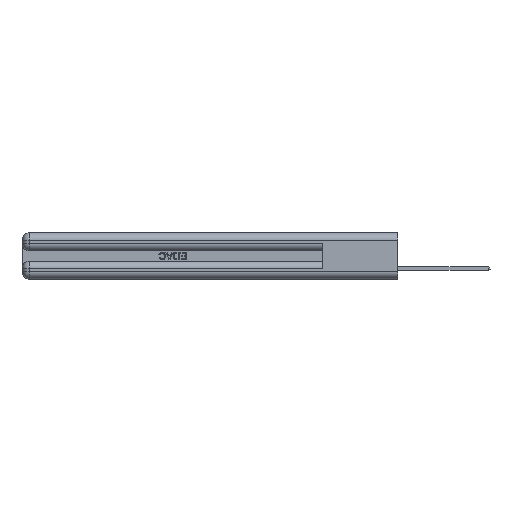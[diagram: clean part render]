
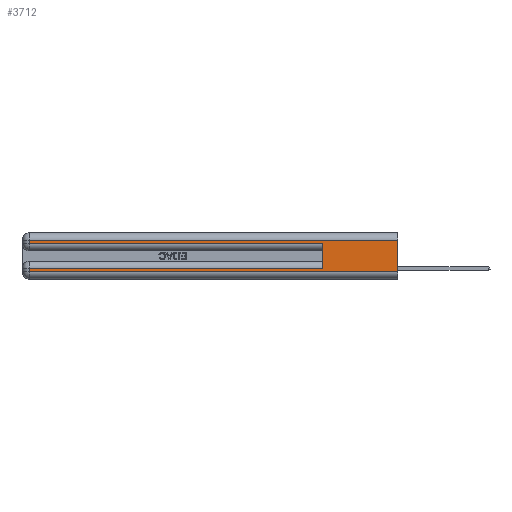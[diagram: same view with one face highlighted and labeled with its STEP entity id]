
A CAD part, left-side view. The second image highlights one B-rep face of the part: STEP entity #3712.
In plain terms, the highlighted planar face has unit normal (-1, 0, 0).
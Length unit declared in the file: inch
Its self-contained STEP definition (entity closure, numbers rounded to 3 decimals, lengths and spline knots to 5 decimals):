
#205 = LINE ( 'NONE', #7533, #16975 ) ;
#236 = EDGE_CURVE ( 'NONE', #23053, #7075, #24037, .T. ) ;
#434 = DIRECTION ( 'NONE',  ( 0., 1., 0. ) ) ;
#1708 = VERTEX_POINT ( 'NONE', #26456 ) ;
#2283 = AXIS2_PLACEMENT_3D ( 'NONE', #27417, #9006, #28588 ) ;
#3712 = ADVANCED_FACE ( 'NONE', ( #17644 ), #12869, .F. ) ;
#3874 = LINE ( 'NONE', #49322, #43584 ) ;
#4410 = LINE ( 'NONE', #13166, #22627 ) ;
#6185 = ORIENTED_EDGE ( 'NONE', *, *, #46651, .T. ) ;
#6494 = DIRECTION ( 'NONE',  ( 0., 0., -1. ) ) ;
#7075 = VERTEX_POINT ( 'NONE', #40254 ) ;
#7533 = CARTESIAN_POINT ( 'NONE',  ( 0., 0.6, 0.145 ) ) ;
#8803 = VERTEX_POINT ( 'NONE', #32974 ) ;
#9006 = DIRECTION ( 'NONE',  ( 1., 0., 0. ) ) ;
#9071 = LINE ( 'NONE', #35411, #15726 ) ;
#9437 = EDGE_CURVE ( 'NONE', #7075, #21747, #3874, .T. ) ;
#11371 = CARTESIAN_POINT ( 'NONE',  ( 0., 2.94, 0.37 ) ) ;
#11733 = ORIENTED_EDGE ( 'NONE', *, *, #19389, .F. ) ;
#12869 = PLANE ( 'NONE',  #2283 ) ;
#13166 = CARTESIAN_POINT ( 'NONE',  ( 0., 0., 0.285 ) ) ;
#13687 = ORIENTED_EDGE ( 'NONE', *, *, #33367, .T. ) ;
#15726 = VECTOR ( 'NONE', #434, 39.37008 ) ;
#16400 = VERTEX_POINT ( 'NONE', #36602 ) ;
#16422 = VECTOR ( 'NONE', #6494, 39.37008 ) ;
#16732 = CARTESIAN_POINT ( 'NONE',  ( 0., 0., 0.085 ) ) ;
#16956 = ORIENTED_EDGE ( 'NONE', *, *, #29356, .F. ) ;
#16975 = VECTOR ( 'NONE', #18488, 39.37008 ) ;
#17644 = FACE_OUTER_BOUND ( 'NONE', #38060, .T. ) ;
#18488 = DIRECTION ( 'NONE',  ( 0., 0., 1. ) ) ;
#19389 = EDGE_CURVE ( 'NONE', #16400, #1708, #205, .T. ) ;
#19652 = DIRECTION ( 'NONE',  ( 0., -1., 0. ) ) ;
#20624 = CARTESIAN_POINT ( 'NONE',  ( 0., 0., 0.06 ) ) ;
#21516 = CARTESIAN_POINT ( 'NONE',  ( 0., 2.94, 0.37 ) ) ;
#21604 = EDGE_CURVE ( 'NONE', #16400, #23053, #30127, .T. ) ;
#21747 = VERTEX_POINT ( 'NONE', #20624 ) ;
#22627 = VECTOR ( 'NONE', #40140, 39.37008 ) ;
#23053 = VERTEX_POINT ( 'NONE', #37117 ) ;
#24037 = LINE ( 'NONE', #11371, #27644 ) ;
#24039 = EDGE_CURVE ( 'NONE', #28646, #8803, #27352, .T. ) ;
#26456 = CARTESIAN_POINT ( 'NONE',  ( 0., 0.6, 0.285 ) ) ;
#27352 = LINE ( 'NONE', #21516, #32149 ) ;
#27417 = CARTESIAN_POINT ( 'NONE',  ( 0., 0., 0.37 ) ) ;
#27644 = VECTOR ( 'NONE', #38364, 39.37008 ) ;
#28588 = DIRECTION ( 'NONE',  ( 0., 0., -1. ) ) ;
#28646 = VERTEX_POINT ( 'NONE', #39081 ) ;
#29356 = EDGE_CURVE ( 'NONE', #32919, #21747, #34613, .T. ) ;
#29583 = CARTESIAN_POINT ( 'NONE',  ( 0., 0., 0.37 ) ) ;
#30127 = LINE ( 'NONE', #16732, #31281 ) ;
#31281 = VECTOR ( 'NONE', #48924, 39.37008 ) ;
#32149 = VECTOR ( 'NONE', #37315, 39.37008 ) ;
#32919 = VERTEX_POINT ( 'NONE', #46458 ) ;
#32974 = CARTESIAN_POINT ( 'NONE',  ( 0., 2.94, 0.285 ) ) ;
#33367 = EDGE_CURVE ( 'NONE', #8803, #1708, #4410, .T. ) ;
#34613 = LINE ( 'NONE', #29583, #16422 ) ;
#35411 = CARTESIAN_POINT ( 'NONE',  ( 0., 0., 0.31 ) ) ;
#36602 = CARTESIAN_POINT ( 'NONE',  ( 0., 0.6, 0.085 ) ) ;
#37117 = CARTESIAN_POINT ( 'NONE',  ( 0., 2.94, 0.085 ) ) ;
#37315 = DIRECTION ( 'NONE',  ( 0., 0., -1. ) ) ;
#38060 = EDGE_LOOP ( 'NONE', ( #16956, #6185, #44354, #13687, #11733, #43003, #45177, #40228 ) ) ;
#38364 = DIRECTION ( 'NONE',  ( 0., 0., -1. ) ) ;
#39081 = CARTESIAN_POINT ( 'NONE',  ( 0., 2.94, 0.31 ) ) ;
#40140 = DIRECTION ( 'NONE',  ( 0., -1., 0. ) ) ;
#40228 = ORIENTED_EDGE ( 'NONE', *, *, #9437, .T. ) ;
#40254 = CARTESIAN_POINT ( 'NONE',  ( 0., 2.94, 0.06 ) ) ;
#43003 = ORIENTED_EDGE ( 'NONE', *, *, #21604, .T. ) ;
#43584 = VECTOR ( 'NONE', #19652, 39.37008 ) ;
#44354 = ORIENTED_EDGE ( 'NONE', *, *, #24039, .T. ) ;
#45177 = ORIENTED_EDGE ( 'NONE', *, *, #236, .T. ) ;
#46458 = CARTESIAN_POINT ( 'NONE',  ( 0., 0., 0.31 ) ) ;
#46651 = EDGE_CURVE ( 'NONE', #32919, #28646, #9071, .T. ) ;
#48924 = DIRECTION ( 'NONE',  ( 0., 1., 0. ) ) ;
#49322 = CARTESIAN_POINT ( 'NONE',  ( 0., 0., 0.06 ) ) ;
